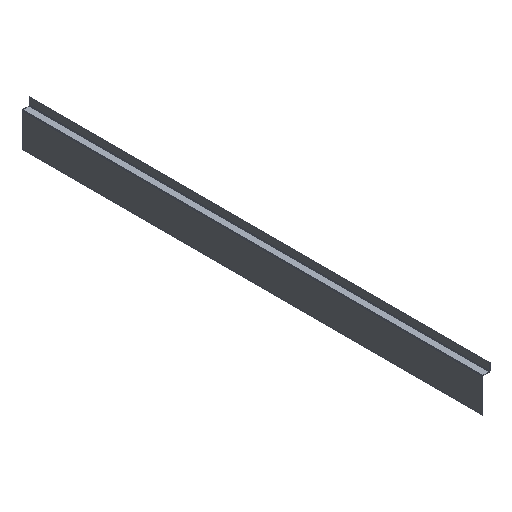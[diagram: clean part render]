
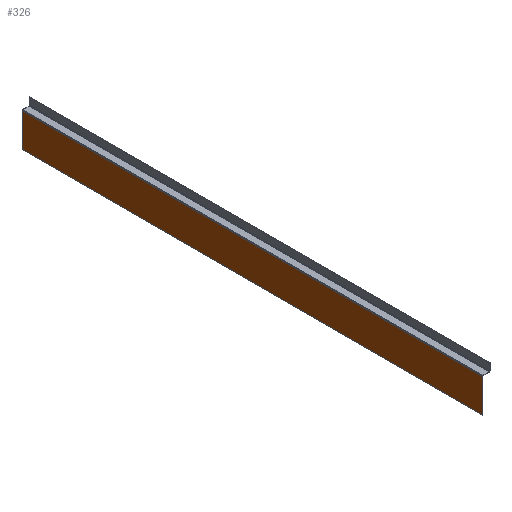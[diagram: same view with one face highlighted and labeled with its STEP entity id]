
A CAD part, isometric view. The second image highlights one B-rep face of the part: STEP entity #326.
In plain terms, the highlighted planar face has unit normal (-1, 0, 0).
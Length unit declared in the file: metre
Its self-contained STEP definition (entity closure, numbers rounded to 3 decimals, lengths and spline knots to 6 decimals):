
#48=ORIENTED_EDGE('',*,*,#125,.T.);
#49=ORIENTED_EDGE('',*,*,#131,.F.);
#50=ORIENTED_EDGE('',*,*,#121,.F.);
#51=ORIENTED_EDGE('',*,*,#128,.T.);
#121=EDGE_CURVE('',#164,#166,#189,.T.);
#125=EDGE_CURVE('',#170,#168,#193,.T.);
#128=EDGE_CURVE('',#164,#170,#196,.T.);
#131=EDGE_CURVE('',#166,#168,#199,.T.);
#164=VERTEX_POINT('',#488);
#166=VERTEX_POINT('',#491);
#168=VERTEX_POINT('',#497);
#170=VERTEX_POINT('',#500);
#189=LINE('',#490,#225);
#193=LINE('',#499,#229);
#196=LINE('',#505,#232);
#199=LINE('',#510,#235);
#225=VECTOR('',#392,1.);
#229=VECTOR('',#398,1.);
#232=VECTOR('',#403,1.);
#235=VECTOR('',#410,1.);
#264=EDGE_LOOP('',(#48,#49,#50,#51));
#286=FACE_BOUND('',#264,.T.);
#308=PLANE('',#361);
#326=ADVANCED_FACE('',(#286),#308,.F.);
#361=AXIS2_PLACEMENT_3D('',#509,#408,#409);
#392=DIRECTION('',(0.,0.,1.));
#398=DIRECTION('',(0.,0.,1.));
#403=DIRECTION('',(0.,-1.,0.));
#408=DIRECTION('',(1.,0.,0.));
#409=DIRECTION('',(0.,0.,-1.));
#410=DIRECTION('',(0.,-1.,0.));
#488=CARTESIAN_POINT('',(0.,0.,0.));
#490=CARTESIAN_POINT('',(0.,0.,0.065));
#491=CARTESIAN_POINT('',(0.,0.,0.127));
#497=CARTESIAN_POINT('',(0.,-1.75,0.127));
#499=CARTESIAN_POINT('',(0.,-1.75,0.065));
#500=CARTESIAN_POINT('',(0.,-1.75,0.));
#505=CARTESIAN_POINT('',(0.,0.,0.));
#509=CARTESIAN_POINT('',(0.,0.,0.065));
#510=CARTESIAN_POINT('',(0.,0.,0.127));
